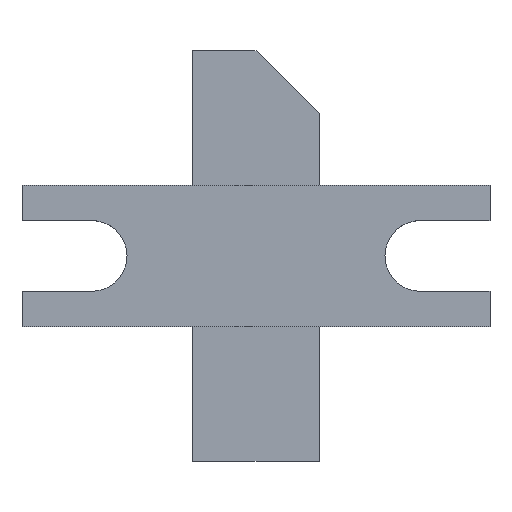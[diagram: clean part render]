
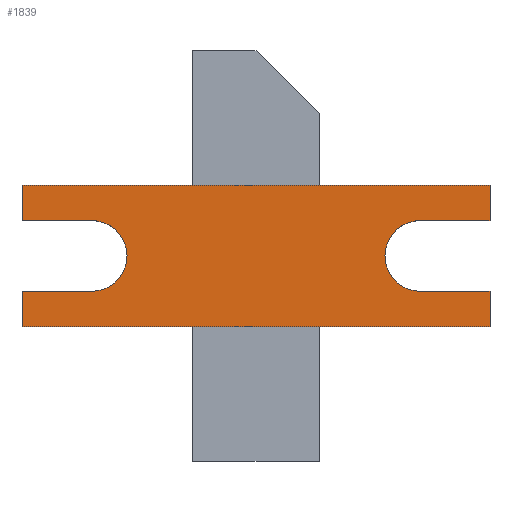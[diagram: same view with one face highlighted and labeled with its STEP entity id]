
A CAD part, top view. The second image highlights one B-rep face of the part: STEP entity #1839.
In plain terms, the highlighted planar face has unit normal (0, 0, 1).
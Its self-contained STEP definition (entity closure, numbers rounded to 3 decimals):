
#1839=ADVANCED_FACE('',(#3183),#3185,.T.);
#3183=FACE_BOUND('',#3184,.T.);
#3184=EDGE_LOOP('',(#4520,#4521,#4522,#4523,#4524,#4525,#4526,#4527,#4528,#4529,
#4530,#4531));
#3185=PLANE('',#3186);
#3186=AXIS2_PLACEMENT_3D('',#3187,#3188,#3189);
#3187=CARTESIAN_POINT('',(0.,0.,1.6));
#3188=DIRECTION('',(0.,0.,1.));
#3189=DIRECTION('',(-1.,0.,0.));
#4520=ORIENTED_EDGE('',*,*,#5056,.T.);
#4521=ORIENTED_EDGE('',*,*,#5054,.T.);
#4522=ORIENTED_EDGE('',*,*,#5076,.T.);
#4523=ORIENTED_EDGE('',*,*,#5074,.T.);
#4524=ORIENTED_EDGE('',*,*,#5072,.T.);
#4525=ORIENTED_EDGE('',*,*,#5070,.T.);
#4526=ORIENTED_EDGE('',*,*,#5068,.T.);
#4527=ORIENTED_EDGE('',*,*,#5066,.T.);
#4528=ORIENTED_EDGE('',*,*,#5064,.T.);
#4529=ORIENTED_EDGE('',*,*,#5062,.T.);
#4530=ORIENTED_EDGE('',*,*,#5060,.T.);
#4531=ORIENTED_EDGE('',*,*,#5058,.T.);
#5054=EDGE_CURVE('',#5948,#5946,#5949,.T.);
#5056=EDGE_CURVE('',#5951,#5948,#5952,.T.);
#5058=EDGE_CURVE('',#5954,#5951,#5955,.T.);
#5060=EDGE_CURVE('',#5957,#5954,#5958,.T.);
#5062=EDGE_CURVE('',#5960,#5957,#5961,.T.);
#5064=EDGE_CURVE('',#5963,#5960,#5964,.T.);
#5066=EDGE_CURVE('',#5966,#5963,#5967,.T.);
#5068=EDGE_CURVE('',#5969,#5966,#5970,.T.);
#5070=EDGE_CURVE('',#5972,#5969,#5973,.T.);
#5072=EDGE_CURVE('',#5975,#5972,#5976,.T.);
#5074=EDGE_CURVE('',#5978,#5975,#5979,.T.);
#5076=EDGE_CURVE('',#5946,#5978,#5981,.T.);
#5946=VERTEX_POINT('',#7925);
#5948=VERTEX_POINT('',#7929);
#5949=LINE('',#7930,#7931);
#5951=VERTEX_POINT('',#7936);
#5952=LINE('',#7937,#7938);
#5954=VERTEX_POINT('',#7943);
#5955=LINE('',#7944,#7945);
#5957=VERTEX_POINT('',#7950);
#5958=CIRCLE('',#7951,1.55);
#5960=VERTEX_POINT('',#7958);
#5961=LINE('',#7959,#7960);
#5963=VERTEX_POINT('',#7965);
#5964=LINE('',#7966,#7967);
#5966=VERTEX_POINT('',#7972);
#5967=LINE('',#7973,#7974);
#5969=VERTEX_POINT('',#7979);
#5970=LINE('',#7980,#7981);
#5972=VERTEX_POINT('',#7986);
#5973=LINE('',#7987,#7988);
#5975=VERTEX_POINT('',#7993);
#5976=CIRCLE('',#7994,1.55);
#5978=VERTEX_POINT('',#8001);
#5979=LINE('',#8002,#8003);
#5981=LINE('',#8008,#8009);
#7925=CARTESIAN_POINT('',(10.25,-3.1,1.6));
#7929=CARTESIAN_POINT('',(-10.25,-3.1,1.6));
#7930=CARTESIAN_POINT('',(-10.25,-3.1,1.6));
#7931=VECTOR('',#7932,1.);
#7932=DIRECTION('',(1.,0.,0.));
#7936=CARTESIAN_POINT('',(-10.25,-1.55,1.6));
#7937=CARTESIAN_POINT('',(-10.25,-1.55,1.6));
#7938=VECTOR('',#7939,1.);
#7939=DIRECTION('',(0.,-1.,0.));
#7943=CARTESIAN_POINT('',(-7.2,-1.55,1.6));
#7944=CARTESIAN_POINT('',(-7.2,-1.55,1.6));
#7945=VECTOR('',#7946,1.);
#7946=DIRECTION('',(-1.,0.,0.));
#7950=CARTESIAN_POINT('',(-7.2,1.55,1.6));
#7951=AXIS2_PLACEMENT_3D('',#7952,#7953,#7954);
#7952=CARTESIAN_POINT('',(-7.2,0.,1.6));
#7953=DIRECTION('',(0.,0.,-1.));
#7954=DIRECTION('',(0.,1.,0.));
#7958=CARTESIAN_POINT('',(-10.25,1.55,1.6));
#7959=CARTESIAN_POINT('',(-10.25,1.55,1.6));
#7960=VECTOR('',#7961,1.);
#7961=DIRECTION('',(1.,0.,0.));
#7965=CARTESIAN_POINT('',(-10.25,3.1,1.6));
#7966=CARTESIAN_POINT('',(-10.25,3.1,1.6));
#7967=VECTOR('',#7968,1.);
#7968=DIRECTION('',(0.,-1.,0.));
#7972=CARTESIAN_POINT('',(10.25,3.1,1.6));
#7973=CARTESIAN_POINT('',(10.25,3.1,1.6));
#7974=VECTOR('',#7975,1.);
#7975=DIRECTION('',(-1.,0.,0.));
#7979=CARTESIAN_POINT('',(10.25,1.55,1.6));
#7980=CARTESIAN_POINT('',(10.25,1.55,1.6));
#7981=VECTOR('',#7982,1.);
#7982=DIRECTION('',(0.,1.,0.));
#7986=CARTESIAN_POINT('',(7.2,1.55,1.6));
#7987=CARTESIAN_POINT('',(7.2,1.55,1.6));
#7988=VECTOR('',#7989,1.);
#7989=DIRECTION('',(1.,0.,0.));
#7993=CARTESIAN_POINT('',(7.2,-1.55,1.6));
#7994=AXIS2_PLACEMENT_3D('',#7995,#7996,#7997);
#7995=CARTESIAN_POINT('',(7.2,0.,1.6));
#7996=DIRECTION('',(0.,0.,-1.));
#7997=DIRECTION('',(0.,-1.,0.));
#8001=CARTESIAN_POINT('',(10.25,-1.55,1.6));
#8002=CARTESIAN_POINT('',(10.25,-1.55,1.6));
#8003=VECTOR('',#8004,1.);
#8004=DIRECTION('',(-1.,0.,0.));
#8008=CARTESIAN_POINT('',(10.25,-3.1,1.6));
#8009=VECTOR('',#8010,1.);
#8010=DIRECTION('',(0.,1.,0.));
